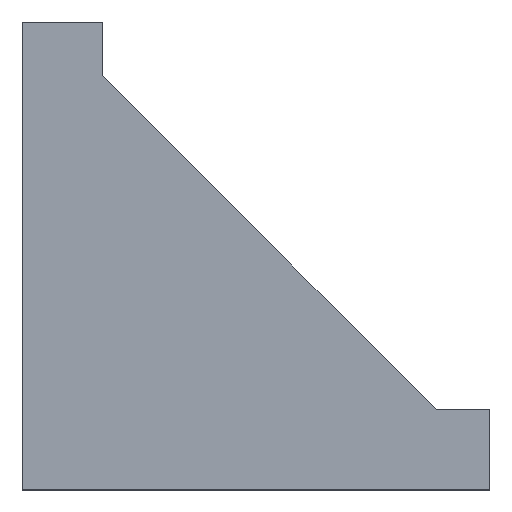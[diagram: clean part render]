
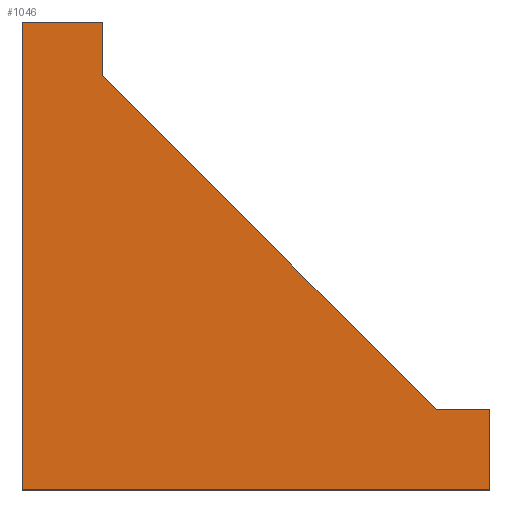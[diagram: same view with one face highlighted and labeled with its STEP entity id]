
A CAD part, top view. The second image highlights one B-rep face of the part: STEP entity #1046.
In plain terms, the highlighted planar face has unit normal (0, 0, 1).
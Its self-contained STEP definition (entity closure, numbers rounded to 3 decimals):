
#211=DIRECTION('',(-1.,0.,0.));
#212=VECTOR('',#211,35.);
#213=CARTESIAN_POINT('',(35.,0.,9.));
#214=LINE('',#213,#212);
#239=DIRECTION('',(0.,-1.,0.));
#240=VECTOR('',#239,6.);
#241=CARTESIAN_POINT('',(35.,6.,9.));
#242=LINE('',#241,#240);
#390=DIRECTION('',(0.,1.,0.));
#391=VECTOR('',#390,35.);
#392=CARTESIAN_POINT('',(0.,0.,9.));
#393=LINE('',#392,#391);
#488=DIRECTION('',(1.,0.,0.));
#489=VECTOR('',#488,6.);
#490=CARTESIAN_POINT('',(0.,35.,9.));
#491=LINE('',#490,#489);
#523=DIRECTION('',(1.,0.,0.));
#524=VECTOR('',#523,4.);
#525=CARTESIAN_POINT('',(31.,6.,9.));
#526=LINE('',#525,#524);
#551=DIRECTION('',(-0.707,0.707,0.));
#552=VECTOR('',#551,35.355);
#553=CARTESIAN_POINT('',(31.,6.,9.));
#554=LINE('',#553,#552);
#558=DIRECTION('',(0.,-1.,0.));
#559=VECTOR('',#558,4.);
#560=CARTESIAN_POINT('',(6.,35.,9.));
#561=LINE('',#560,#559);
#646=CARTESIAN_POINT('',(31.,6.,9.));
#647=CARTESIAN_POINT('',(35.,6.,9.));
#648=VERTEX_POINT('',#646);
#649=VERTEX_POINT('',#647);
#650=CARTESIAN_POINT('',(35.,0.,9.));
#651=CARTESIAN_POINT('',(0.,0.,9.));
#652=VERTEX_POINT('',#650);
#653=VERTEX_POINT('',#651);
#658=CARTESIAN_POINT('',(6.,31.,9.));
#659=VERTEX_POINT('',#658);
#664=CARTESIAN_POINT('',(6.,35.,9.));
#665=VERTEX_POINT('',#664);
#668=CARTESIAN_POINT('',(0.,35.,9.));
#669=VERTEX_POINT('',#668);
#1030=CARTESIAN_POINT('',(10.855,10.855,9.));
#1031=DIRECTION('',(0.,0.,1.));
#1032=DIRECTION('',(1.,0.,0.));
#1033=AXIS2_PLACEMENT_3D('',#1030,#1031,#1032);
#1034=PLANE('',#1033);
#1035=ORIENTED_EDGE('',*,*,#754,.T.);
#1036=ORIENTED_EDGE('',*,*,#910,.T.);
#1037=ORIENTED_EDGE('',*,*,#993,.T.);
#1039=ORIENTED_EDGE('',*,*,#1038,.T.);
#1041=ORIENTED_EDGE('',*,*,#1040,.F.);
#1042=ORIENTED_EDGE('',*,*,#1021,.T.);
#1043=ORIENTED_EDGE('',*,*,#791,.T.);
#1044=EDGE_LOOP('',(#1035,#1036,#1037,#1039,#1041,#1042,#1043));
#1045=FACE_OUTER_BOUND('',#1044,.F.);
#754=EDGE_CURVE('',#652,#653,#214,.T.);
#791=EDGE_CURVE('',#649,#652,#242,.T.);
#910=EDGE_CURVE('',#653,#669,#393,.T.);
#993=EDGE_CURVE('',#669,#665,#491,.T.);
#1021=EDGE_CURVE('',#648,#649,#526,.T.);
#1038=EDGE_CURVE('',#665,#659,#561,.T.);
#1040=EDGE_CURVE('',#648,#659,#554,.T.);
#1046=ADVANCED_FACE('',(#1045),#1034,.T.);
